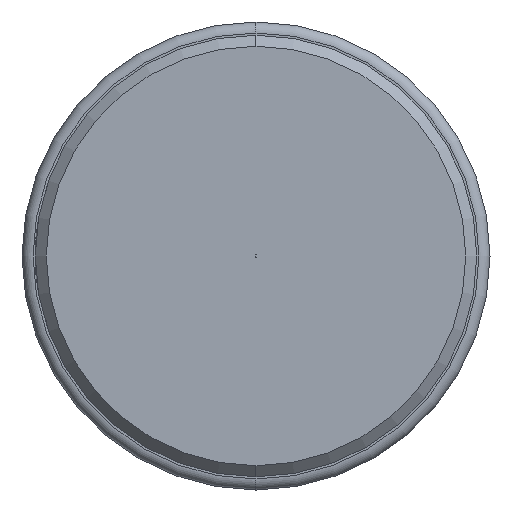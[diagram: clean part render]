
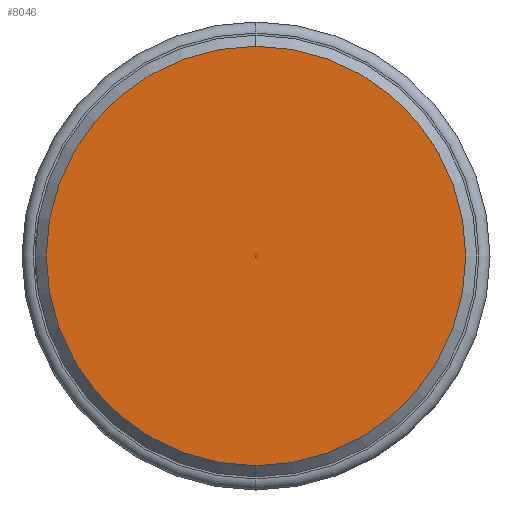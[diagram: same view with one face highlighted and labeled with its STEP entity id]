
A CAD part, left-side view. The second image highlights one B-rep face of the part: STEP entity #8046.
In plain terms, the highlighted planar face has unit normal (-1, 0, 0).
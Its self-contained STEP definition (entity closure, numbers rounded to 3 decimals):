
#174 = FACE_OUTER_BOUND ( 'NONE', #21301, .T. ) ;
#1185 = VERTEX_POINT ( 'NONE', #14637 ) ;
#3788 = EDGE_CURVE ( 'NONE', #13059, #1185, #23183, .T. ) ;
#5149 = DIRECTION ( 'NONE',  ( -1., 0., 0. ) ) ;
#5757 = AXIS2_PLACEMENT_3D ( 'NONE', #22026, #5149, #12647 ) ;
#5880 = AXIS2_PLACEMENT_3D ( 'NONE', #16232, #10686, #17728 ) ;
#7010 = EDGE_CURVE ( 'NONE', #1185, #13059, #13369, .T. ) ;
#8046 = ADVANCED_FACE ( 'NONE', ( #174 ), #17301, .T. ) ;
#9020 = DIRECTION ( 'NONE',  ( -1., 0., 0. ) ) ;
#9820 = AXIS2_PLACEMENT_3D ( 'NONE', #20214, #9020, #16404 ) ;
#10631 = CARTESIAN_POINT ( 'NONE',  ( 0., 0., -19. ) ) ;
#10686 = DIRECTION ( 'NONE',  ( -1., 0., 0. ) ) ;
#12647 = DIRECTION ( 'NONE',  ( 0., 0., 1. ) ) ;
#13059 = VERTEX_POINT ( 'NONE', #10631 ) ;
#13369 = CIRCLE ( 'NONE', #9820, 19. ) ;
#14637 = CARTESIAN_POINT ( 'NONE',  ( 0., 0., 19. ) ) ;
#16232 = CARTESIAN_POINT ( 'NONE',  ( 0., 0., 0. ) ) ;
#16280 = ORIENTED_EDGE ( 'NONE', *, *, #7010, .T. ) ;
#16404 = DIRECTION ( 'NONE',  ( 0., 0., 1. ) ) ;
#17301 = PLANE ( 'NONE',  #5757 ) ;
#17728 = DIRECTION ( 'NONE',  ( 0., 0., 1. ) ) ;
#18495 = ORIENTED_EDGE ( 'NONE', *, *, #3788, .T. ) ;
#20214 = CARTESIAN_POINT ( 'NONE',  ( 0., 0., 0. ) ) ;
#21301 = EDGE_LOOP ( 'NONE', ( #18495, #16280 ) ) ;
#22026 = CARTESIAN_POINT ( 'NONE',  ( 0., 0., 0. ) ) ;
#23183 = CIRCLE ( 'NONE', #5880, 19. ) ;
